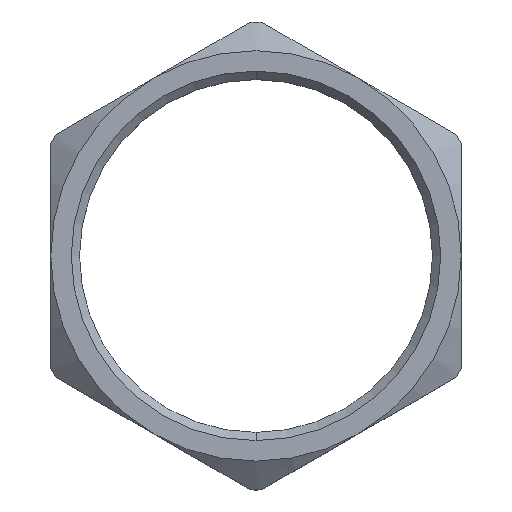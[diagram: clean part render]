
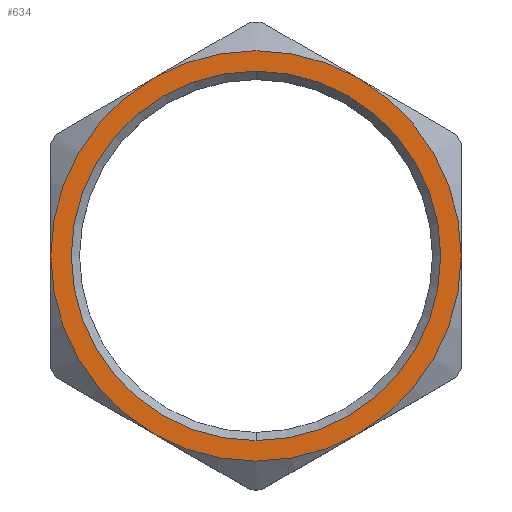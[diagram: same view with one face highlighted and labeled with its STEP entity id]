
A CAD part, top view. The second image highlights one B-rep face of the part: STEP entity #634.
In plain terms, the highlighted planar face has unit normal (0, 0, 1).
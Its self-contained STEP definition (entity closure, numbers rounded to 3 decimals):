
#55=CARTESIAN_POINT('',(0.,0.,2.5));
#56=DIRECTION('',(0.,0.,1.));
#57=DIRECTION('',(0.,1.,0.));
#58=AXIS2_PLACEMENT_3D('',#55,#56,#57);
#60=CARTESIAN_POINT('',(0.,0.,2.5));
#61=DIRECTION('',(0.,0.,-1.));
#62=DIRECTION('',(0.,1.,0.));
#63=AXIS2_PLACEMENT_3D('',#60,#61,#62);
#65=CARTESIAN_POINT('',(0.,0.,2.5));
#66=DIRECTION('',(0.,0.,-1.));
#67=DIRECTION('',(0.5,0.866,0.));
#68=AXIS2_PLACEMENT_3D('',#65,#66,#67);
#70=CARTESIAN_POINT('',(0.,0.,2.5));
#71=DIRECTION('',(0.,0.,-1.));
#72=DIRECTION('',(1.,0.,0.));
#73=AXIS2_PLACEMENT_3D('',#70,#71,#72);
#75=CARTESIAN_POINT('',(0.,0.,2.5));
#76=DIRECTION('',(0.,0.,1.));
#77=DIRECTION('',(-1.,0.,0.));
#78=AXIS2_PLACEMENT_3D('',#75,#76,#77);
#80=CARTESIAN_POINT('',(0.,0.,2.5));
#81=DIRECTION('',(0.,0.,1.));
#82=DIRECTION('',(-0.5,0.866,0.));
#83=AXIS2_PLACEMENT_3D('',#80,#81,#82);
#106=CARTESIAN_POINT('',(2.5,-4.33,2.5));
#129=CARTESIAN_POINT('',(5.,0.,2.5));
#152=CARTESIAN_POINT('',(-5.,0.,2.5));
#175=CARTESIAN_POINT('',(-2.5,4.33,2.5));
#189=CARTESIAN_POINT('',(2.5,4.33,2.5));
#191=CARTESIAN_POINT('',(0.,0.,2.5));
#192=DIRECTION('',(0.,0.,1.));
#193=DIRECTION('',(0.5,0.866,0.));
#194=AXIS2_PLACEMENT_3D('',#191,#192,#193);
#433=CARTESIAN_POINT('',(-2.5,-4.33,2.5));
#435=CARTESIAN_POINT('',(0.,0.,2.5));
#436=DIRECTION('',(0.,0.,1.));
#437=DIRECTION('',(-0.5,-0.866,0.));
#438=AXIS2_PLACEMENT_3D('',#435,#436,#437);
#449=CARTESIAN_POINT('',(0.,4.5,2.5));
#451=VERTEX_POINT('',#449);
#457=CARTESIAN_POINT('',(0.,-4.5,2.5));
#459=VERTEX_POINT('',#457);
#475=VERTEX_POINT('',#189);
#478=VERTEX_POINT('',#129);
#481=VERTEX_POINT('',#106);
#493=VERTEX_POINT('',#433);
#496=VERTEX_POINT('',#152);
#499=VERTEX_POINT('',#175);
#611=CARTESIAN_POINT('',(0.,0.,2.5));
#612=DIRECTION('',(0.,0.,-1.));
#613=DIRECTION('',(0.,-1.,0.));
#614=AXIS2_PLACEMENT_3D('',#611,#612,#613);
#615=PLANE('',#614);
#617=ORIENTED_EDGE('',*,*,#616,.F.);
#619=ORIENTED_EDGE('',*,*,#618,.T.);
#621=ORIENTED_EDGE('',*,*,#620,.T.);
#623=ORIENTED_EDGE('',*,*,#622,.F.);
#625=ORIENTED_EDGE('',*,*,#624,.F.);
#627=ORIENTED_EDGE('',*,*,#626,.F.);
#628=EDGE_LOOP('',(#617,#619,#621,#623,#625,#627));
#629=FACE_OUTER_BOUND('',#628,.F.);
#630=ORIENTED_EDGE('',*,*,#604,.F.);
#631=ORIENTED_EDGE('',*,*,#593,.T.);
#632=EDGE_LOOP('',(#630,#631));
#633=FACE_BOUND('',#632,.F.);
#634=ADVANCED_FACE('',(#629,#633),#615,.F.);
#59=CIRCLE('',#58,4.5);
#64=CIRCLE('',#63,4.5);
#69=CIRCLE('',#68,5.);
#74=CIRCLE('',#73,5.);
#79=CIRCLE('',#78,5.);
#84=CIRCLE('',#83,5.);
#195=CIRCLE('',#194,5.);
#439=CIRCLE('',#438,5.);
#593=EDGE_CURVE('',#451,#459,#59,.T.);
#604=EDGE_CURVE('',#451,#459,#64,.T.);
#616=EDGE_CURVE('',#475,#499,#195,.T.);
#618=EDGE_CURVE('',#475,#478,#69,.T.);
#620=EDGE_CURVE('',#478,#481,#74,.T.);
#622=EDGE_CURVE('',#493,#481,#439,.T.);
#624=EDGE_CURVE('',#496,#493,#79,.T.);
#626=EDGE_CURVE('',#499,#496,#84,.T.);
